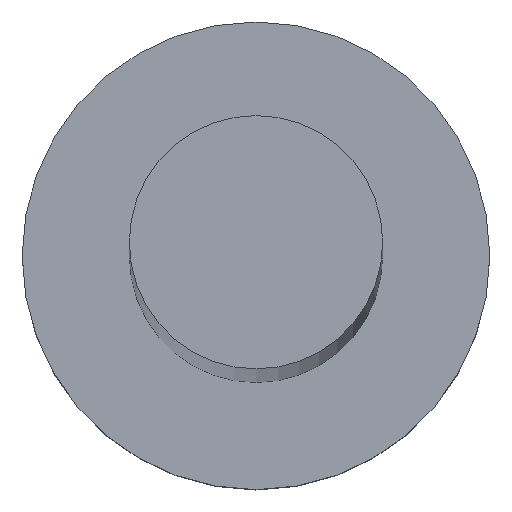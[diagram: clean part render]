
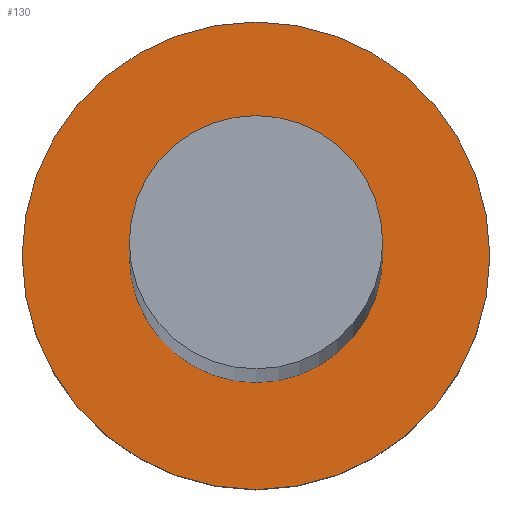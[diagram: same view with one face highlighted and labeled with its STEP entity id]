
A CAD part, top view. The second image highlights one B-rep face of the part: STEP entity #130.
In plain terms, the highlighted planar face has unit normal (0, 0, 1).
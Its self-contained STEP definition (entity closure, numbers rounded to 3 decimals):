
#6 = VERTEX_POINT ( 'NONE', #90 ) ;
#14 = EDGE_CURVE ( 'NONE', #6, #30, #110, .T. ) ;
#19 = DIRECTION ( 'NONE',  ( 0., 0., 1. ) ) ;
#23 = EDGE_CURVE ( 'NONE', #30, #6, #186, .T. ) ;
#30 = VERTEX_POINT ( 'NONE', #226 ) ;
#36 = CARTESIAN_POINT ( 'NONE',  ( 6., 0., 5. ) ) ;
#40 = CARTESIAN_POINT ( 'NONE',  ( -6., 0., 5. ) ) ;
#41 = FACE_OUTER_BOUND ( 'NONE', #204, .T. ) ;
#47 = ORIENTED_EDGE ( 'NONE', *, *, #23, .F. ) ;
#48 = ORIENTED_EDGE ( 'NONE', *, *, #14, .F. ) ;
#49 = CIRCLE ( 'NONE', #92, 6. ) ;
#52 = DIRECTION ( 'NONE',  ( 0., 0., 1. ) ) ;
#60 = AXIS2_PLACEMENT_3D ( 'NONE', #65, #128, #147 ) ;
#62 = VERTEX_POINT ( 'NONE', #40 ) ;
#65 = CARTESIAN_POINT ( 'NONE',  ( 0., 0., 5. ) ) ;
#76 = PLANE ( 'NONE',  #125 ) ;
#84 = VERTEX_POINT ( 'NONE', #36 ) ;
#89 = EDGE_LOOP ( 'NONE', ( #48, #47 ) ) ;
#90 = CARTESIAN_POINT ( 'NONE',  ( -3.25, 0., 5. ) ) ;
#92 = AXIS2_PLACEMENT_3D ( 'NONE', #104, #52, #179 ) ;
#95 = CIRCLE ( 'NONE', #240, 6. ) ;
#102 = DIRECTION ( 'NONE',  ( 1., 0., 0. ) ) ;
#104 = CARTESIAN_POINT ( 'NONE',  ( 0., 0., 5. ) ) ;
#109 = ORIENTED_EDGE ( 'NONE', *, *, #121, .T. ) ;
#110 = CIRCLE ( 'NONE', #122, 3.25 ) ;
#116 = DIRECTION ( 'NONE',  ( 1., 0., 0. ) ) ;
#121 = EDGE_CURVE ( 'NONE', #62, #84, #95, .T. ) ;
#122 = AXIS2_PLACEMENT_3D ( 'NONE', #246, #185, #225 ) ;
#125 = AXIS2_PLACEMENT_3D ( 'NONE', #156, #19, #116 ) ;
#128 = DIRECTION ( 'NONE',  ( 0., 0., 1. ) ) ;
#130 = ADVANCED_FACE ( 'NONE', ( #231, #41 ), #76, .T. ) ;
#141 = CARTESIAN_POINT ( 'NONE',  ( 0., 0., 5. ) ) ;
#147 = DIRECTION ( 'NONE',  ( 1., 0., 0. ) ) ;
#150 = EDGE_CURVE ( 'NONE', #84, #62, #49, .T. ) ;
#156 = CARTESIAN_POINT ( 'NONE',  ( 0., 0., 5. ) ) ;
#179 = DIRECTION ( 'NONE',  ( 1., 0., 0. ) ) ;
#185 = DIRECTION ( 'NONE',  ( 0., 0., 1. ) ) ;
#186 = CIRCLE ( 'NONE', #60, 3.25 ) ;
#201 = ORIENTED_EDGE ( 'NONE', *, *, #150, .T. ) ;
#204 = EDGE_LOOP ( 'NONE', ( #109, #201 ) ) ;
#213 = DIRECTION ( 'NONE',  ( 0., 0., 1. ) ) ;
#225 = DIRECTION ( 'NONE',  ( 1., 0., 0. ) ) ;
#226 = CARTESIAN_POINT ( 'NONE',  ( 3.25, 0., 5. ) ) ;
#231 = FACE_BOUND ( 'NONE', #89, .T. ) ;
#240 = AXIS2_PLACEMENT_3D ( 'NONE', #141, #213, #102 ) ;
#246 = CARTESIAN_POINT ( 'NONE',  ( 0., 0., 5. ) ) ;
